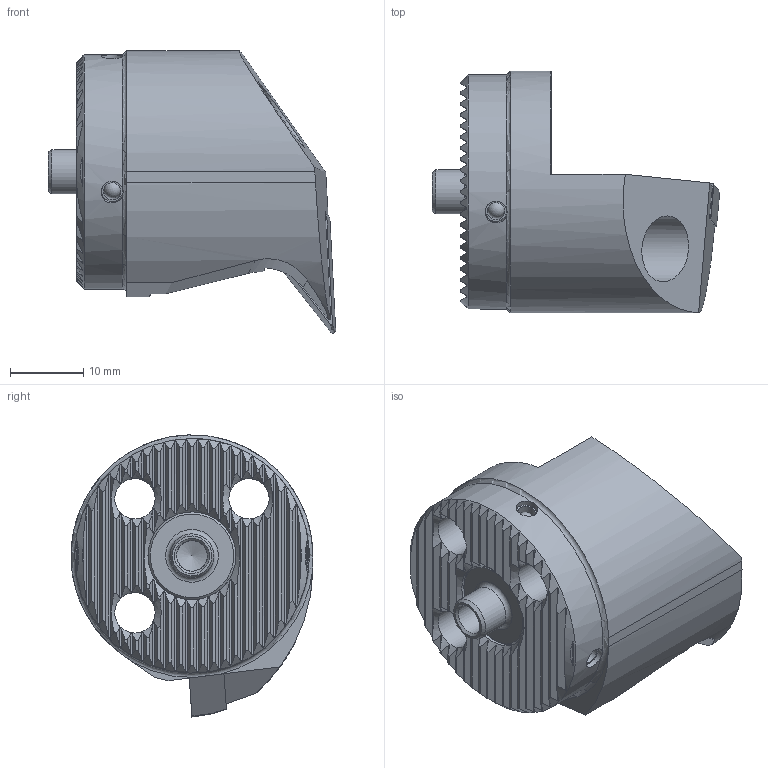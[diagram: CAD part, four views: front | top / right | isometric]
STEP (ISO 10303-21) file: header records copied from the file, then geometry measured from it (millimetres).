
FILE_DESCRIPTION (( 'STEP AP214' ), '1' );
FILE_NAME ('WK2.BVF.RUB.035.STEP', '2020-11-16T14:01:27', ( '' ), ( '' ), 'SwSTEP 2.0', 'SolidWorks 2017', '' );
FILE_SCHEMA (( 'AUTOMOTIVE_DESIGN' ));
Length unit declared in the file: millimetre
Products named in the file (7): WCB-ER2.001.009_A; WK2-BVF.RUB.035_A_Fertigbearbeitung; WKX-ER1.004.005_A_PreviewCfg; VBMT160404; WK2.BVF.RUB.035; KVT_MB_600_030; WK2-ER1.001.012_A_Fertigbearbeitung
Assembly tree (8 placements, depth 2):
  WK2.BVF.RUB.035
    WK2-BVF.RUB.035_A_Fertigbearbeitung
    KVT_MB_600_030  x2
    VBMT160404
    WCB-ER2.001.009_A
    WKX-ER1.004.005_A_PreviewCfg  x2
    WK2-ER1.001.012_A_Fertigbearbeitung
Bounding box: 39.2 x 32.99 x 38.49 mm (x, y, z)
Volume: 15616.9 mm3; surface area: 8447.7 mm2
Topology: 10 solids, 10 shells, 388 faces, 1038 edges, 667 vertices
Faces by surface type: plane 200, cylinder 101, cone 64, bspline 14, torus 6, sphere 3
Full cylindrical faces by diameter (mm): 1.7 x2, 2.381 x2, 2.5 x4, 3 x6, 3.3 x3, 4 x3, 4.2 x2, 4.4 x1, 4.5 x1, 5.25 x1, 5.5 x3, 6 x1, 6.1 x1, 9 x3, 12 x2, 32 x1
Entity records: 12978 total; most frequent: CARTESIAN_POINT 4639, ORIENTED_EDGE 1762, DIRECTION 1427, EDGE_CURVE 881, VERTEX_POINT 608, AXIS2_PLACEMENT_3D 564, EDGE_LOOP 449, FACE_OUTER_BOUND 395
